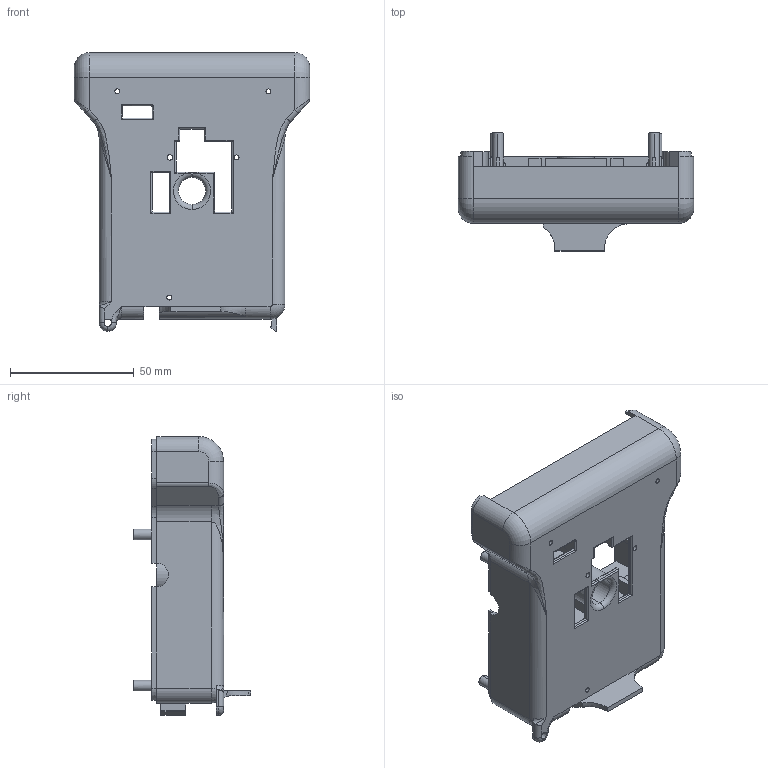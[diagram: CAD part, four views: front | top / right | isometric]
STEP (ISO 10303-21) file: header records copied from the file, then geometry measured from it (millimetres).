
FILE_DESCRIPTION (( 'STEP AP203' ), '1' );
FILE_NAME ('Top.STEP', '2013-09-02T04:41:53', ( '' ), ( '' ), 'SwSTEP 2.0', 'SolidWorks 2013', '' );
FILE_SCHEMA (( 'CONFIG_CONTROL_DESIGN' ));
Length unit declared in the file: millimetre
Products named in the file (1): Top
Bounding box: 95 x 47.5 x 112.5 mm (x, y, z)
Volume: 47933.3 mm3; surface area: 50411.2 mm2
Topology: 1 solids, 1 shells, 424 faces, 1151 edges, 726 vertices
Faces by surface type: plane 237, cylinder 141, bspline 21, torus 16, cone 8, sphere 1
Entity records: 14246 total; most frequent: CARTESIAN_POINT 3657, ORIENTED_EDGE 2288, DIRECTION 2112, EDGE_CURVE 1144, VECTOR 746, LINE 746, VERTEX_POINT 726, AXIS2_PLACEMENT_3D 683
